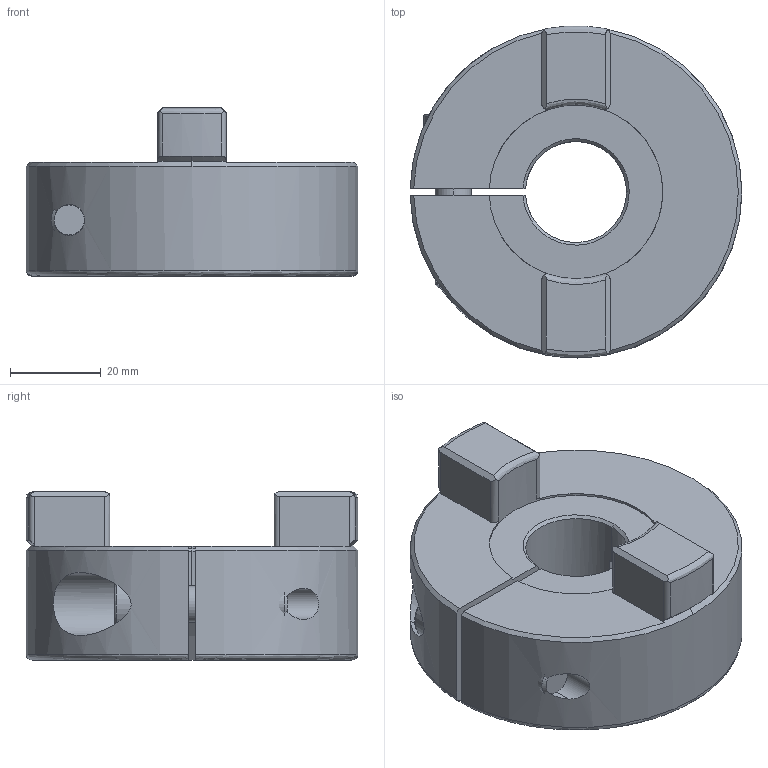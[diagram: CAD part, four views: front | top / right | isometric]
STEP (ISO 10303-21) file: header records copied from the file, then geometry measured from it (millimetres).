
FILE_DESCRIPTION (( 'STEP AP203' ), '1' );
FILE_NAME ('SOHM-70C-22.225.step', '2021-04-15T12:51:08', ( '' ), ( '' ), 'SwSTEP 2.0', 'SolidWorks 2021', '' );
FILE_SCHEMA (( 'CONFIG_CONTROL_DESIGN' ));
Length unit declared in the file: inch
Products named in the file (1): SOHM-70C-22.225
Bounding box: 72.99 x 73 x 37 mm (x, y, z)
Volume: 98298.4 mm3; surface area: 20089.3 mm2
Topology: 2 solids, 2 shells, 93 faces, 237 edges, 149 vertices
Faces by surface type: plane 35, cylinder 30, cone 16, bspline 12
Entity records: 3628 total; most frequent: CARTESIAN_POINT 1432, ORIENTED_EDGE 470, DIRECTION 411, EDGE_CURVE 235, AXIS2_PLACEMENT_3D 158, VERTEX_POINT 149, EDGE_LOOP 100, LINE 95
